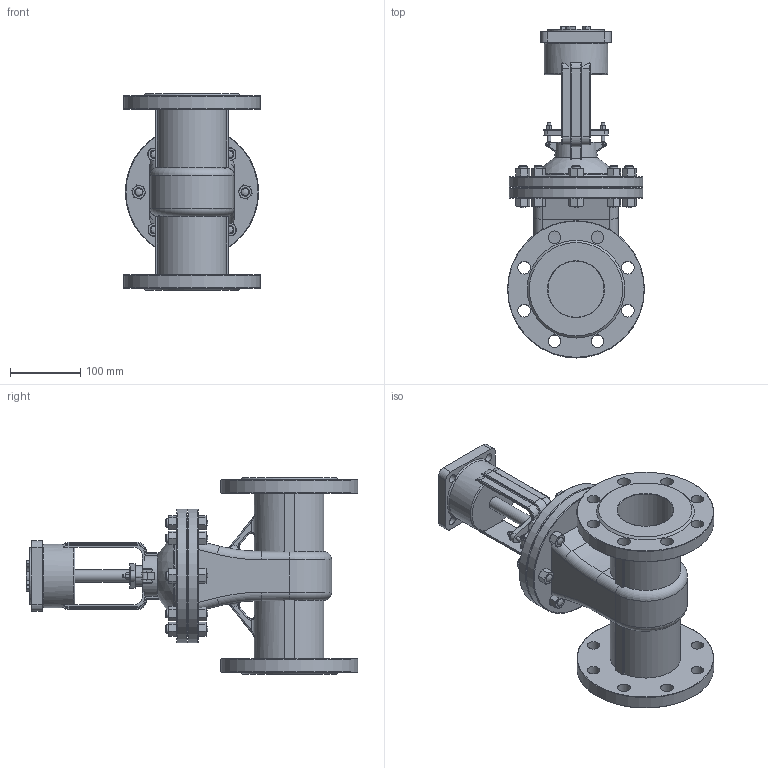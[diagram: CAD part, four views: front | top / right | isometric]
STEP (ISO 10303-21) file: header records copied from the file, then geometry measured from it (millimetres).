
FILE_DESCRIPTION(/* description */ (''),/* implementation_level */ '2;1');
FILE_NAME(/* name */ 'DN80_3D_STEP.stp',/* time_stamp */ '2025-09-18T12:19:57+03:00',/* author */ ('igorr'),/* organization */ (''),/* preprocessor_version */ 'ST-DEVELOPER v20',/* originating_system */ 'Autodesk Inventor 2025',/* authorisation */ '');
FILE_SCHEMA (('AUTOMOTIVE_DESIGN { 1 0 10303 214 3 1 1 }'));
Length unit declared in the file: millimetre
Products named in the file (5): Сборка; Деталь1; ANSI B18.2.4.2M - M5x0,8; ANSI B18.2.4.2M - M12x1,75; BS 1804-2 - 12 x 60
Assembly tree (27 placements, depth 2):
  Сборка
    Деталь1
    ANSI B18.2.4.2M - M5x0,8  x2
    ANSI B18.2.4.2M - M12x1,75  x16
    BS 1804-2 - 12 x 60  x8
Bounding box: 195 x 472.5 x 280 mm (x, y, z)
Volume: 4677034 mm3; surface area: 548819.5 mm2
Topology: 27 solids, 27 shells, 941 faces, 2232 edges, 1341 vertices
Faces by surface type: plane 345, cone 274, cylinder 197, torus 59, bspline 57, sphere 9
Full cylindrical faces by diameter (mm): 3 x3, 4.134 x2, 5 x4, 8 x2, 10.106 x16, 12 x20, 18 x17, 20 x1, 30 x1, 32 x1, 50 x1, 70 x1, 80 x3, 90.765 x1, 110 x2, 190 x2, 195 x2
Entity records: 19644 total; most frequent: CARTESIAN_POINT 5781, ORIENTED_EDGE 2762, DIRECTION 2705, EDGE_CURVE 1381, AXIS2_PLACEMENT_3D 1043, VERTEX_POINT 856, EDGE_LOOP 643, LINE 619
